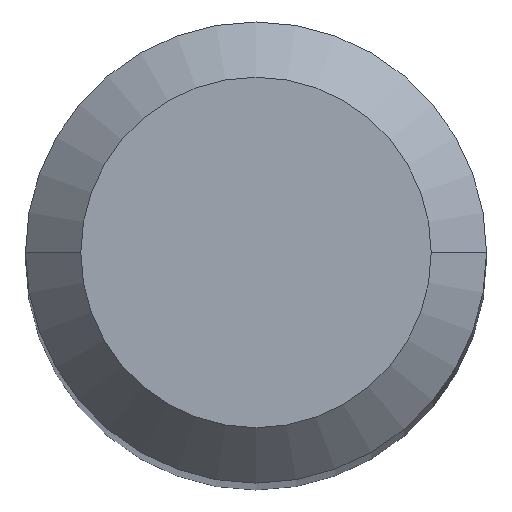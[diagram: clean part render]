
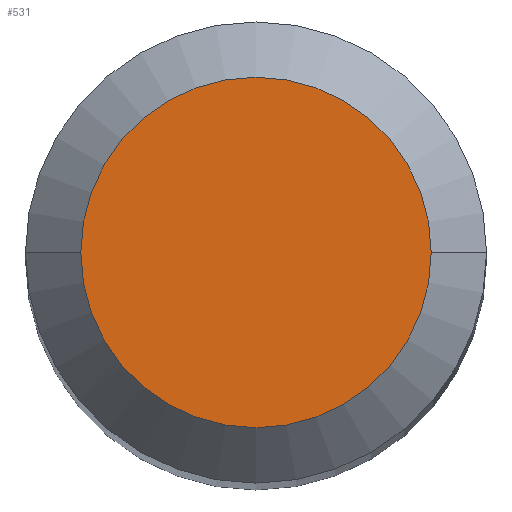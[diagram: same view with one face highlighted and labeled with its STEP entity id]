
A CAD part, top view. The second image highlights one B-rep face of the part: STEP entity #531.
In plain terms, the highlighted planar face has unit normal (0, 0, 1).
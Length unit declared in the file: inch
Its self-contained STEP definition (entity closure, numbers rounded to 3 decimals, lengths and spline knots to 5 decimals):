
#94 = CIRCLE ( 'NONE', #253, 0.0475 ) ;
#118 = CIRCLE ( 'NONE', #481, 0.0475 ) ;
#125 = CARTESIAN_POINT ( 'NONE',  ( 0.0475, 0., 0. ) ) ;
#138 = EDGE_LOOP ( 'NONE', ( #496, #354 ) ) ;
#157 = DIRECTION ( 'NONE',  ( 0., 0., 1. ) ) ;
#176 = VERTEX_POINT ( 'NONE', #546 ) ;
#209 = VERTEX_POINT ( 'NONE', #125 ) ;
#243 = CARTESIAN_POINT ( 'NONE',  ( 0., 0., 0. ) ) ;
#252 = CARTESIAN_POINT ( 'NONE',  ( 0., 0., 0. ) ) ;
#253 = AXIS2_PLACEMENT_3D ( 'NONE', #243, #532, #536 ) ;
#350 = DIRECTION ( 'NONE',  ( -1., 0., 0. ) ) ;
#354 = ORIENTED_EDGE ( 'NONE', *, *, #466, .T. ) ;
#391 = EDGE_CURVE ( 'NONE', #176, #209, #94, .T. ) ;
#405 = DIRECTION ( 'NONE',  ( 0., 0., -1. ) ) ;
#412 = DIRECTION ( 'NONE',  ( 1., 0., 0. ) ) ;
#435 = AXIS2_PLACEMENT_3D ( 'NONE', #454, #405, #350 ) ;
#454 = CARTESIAN_POINT ( 'NONE',  ( 0., 0.0475, 0. ) ) ;
#456 = PLANE ( 'NONE',  #435 ) ;
#466 = EDGE_CURVE ( 'NONE', #209, #176, #118, .T. ) ;
#481 = AXIS2_PLACEMENT_3D ( 'NONE', #252, #157, #412 ) ;
#496 = ORIENTED_EDGE ( 'NONE', *, *, #391, .T. ) ;
#531 = ADVANCED_FACE ( 'NONE', ( #563 ), #456, .F. ) ;
#532 = DIRECTION ( 'NONE',  ( 0., 0., 1. ) ) ;
#536 = DIRECTION ( 'NONE',  ( 1., 0., 0. ) ) ;
#546 = CARTESIAN_POINT ( 'NONE',  ( -0.0475, 0., 0. ) ) ;
#563 = FACE_OUTER_BOUND ( 'NONE', #138, .T. ) ;
